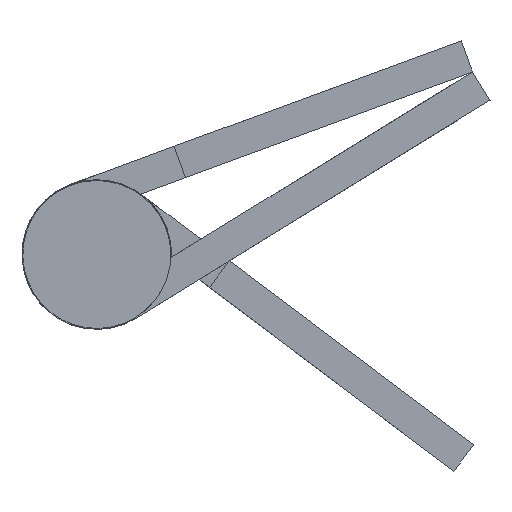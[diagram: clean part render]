
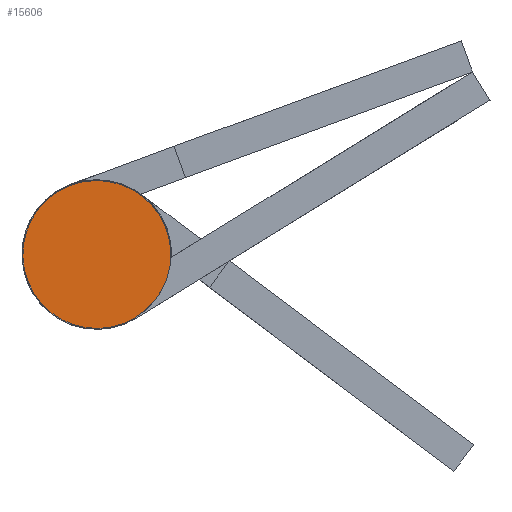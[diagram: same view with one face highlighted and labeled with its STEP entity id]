
A CAD part, front view. The second image highlights one B-rep face of the part: STEP entity #15606.
In plain terms, the highlighted face is planar.
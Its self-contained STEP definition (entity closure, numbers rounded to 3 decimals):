
#1239 = VERTEX_POINT ( 'NONE', #3505 ) ;
#2308 = VERTEX_POINT ( 'NONE', #7215 ) ;
#2545 = CARTESIAN_POINT ( 'NONE',  ( 0., 52.25, 0. ) ) ;
#2842 = AXIS2_PLACEMENT_3D ( 'NONE', #2545, #5176, #7586 ) ;
#3505 = CARTESIAN_POINT ( 'NONE',  ( 0., 52.25, -4.45 ) ) ;
#3764 = DIRECTION ( 'NONE',  ( 0., 0., 1. ) ) ;
#3877 = ORIENTED_EDGE ( 'NONE', *, *, #6377, .T. ) ;
#4585 = ORIENTED_EDGE ( 'NONE', *, *, #12855, .T. ) ;
#4974 = CARTESIAN_POINT ( 'NONE',  ( 0., 52.25, 0. ) ) ;
#5176 = DIRECTION ( 'NONE',  ( 0., 1., 0. ) ) ;
#5388 = CARTESIAN_POINT ( 'NONE',  ( 0., 52.25, 0. ) ) ;
#6254 = AXIS2_PLACEMENT_3D ( 'NONE', #4974, #11228, #3764 ) ;
#6377 = EDGE_CURVE ( 'NONE', #2308, #1239, #12657, .T. ) ;
#7215 = CARTESIAN_POINT ( 'NONE',  ( 0., 52.25, 4.45 ) ) ;
#7586 = DIRECTION ( 'NONE',  ( 0., 0., 1. ) ) ;
#8030 = CIRCLE ( 'NONE', #14033, 4.45 ) ;
#9041 = DIRECTION ( 'NONE',  ( 0., 0., 1. ) ) ;
#9591 = FACE_OUTER_BOUND ( 'NONE', #15844, .T. ) ;
#11228 = DIRECTION ( 'NONE',  ( 0., 1., 0. ) ) ;
#12646 = PLANE ( 'NONE',  #2842 ) ;
#12657 = CIRCLE ( 'NONE', #6254, 4.45 ) ;
#12855 = EDGE_CURVE ( 'NONE', #1239, #2308, #8030, .T. ) ;
#14033 = AXIS2_PLACEMENT_3D ( 'NONE', #5388, #15281, #9041 ) ;
#15281 = DIRECTION ( 'NONE',  ( 0., 1., 0. ) ) ;
#15606 = ADVANCED_FACE ( 'NONE', ( #9591 ), #12646, .T. ) ;
#15844 = EDGE_LOOP ( 'NONE', ( #4585, #3877 ) ) ;
